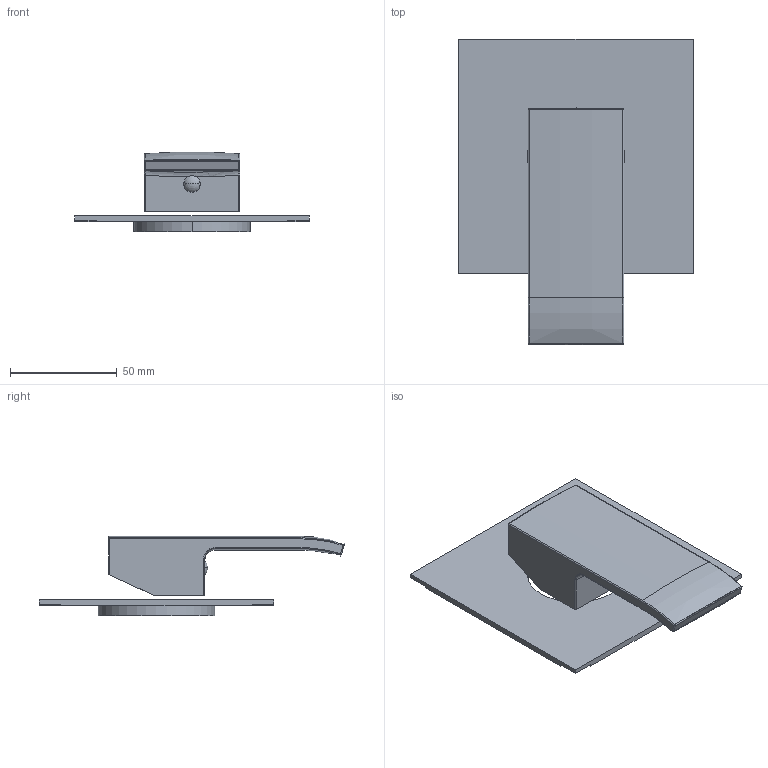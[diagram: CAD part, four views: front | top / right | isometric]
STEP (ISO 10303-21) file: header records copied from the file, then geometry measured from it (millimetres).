
FILE_DESCRIPTION((''),'2;1');
FILE_NAME('EL010CR-MEST','2021-11-04T09:57:19',('ut3'),('PAFFONI SpA'),'CREO PARAMETRIC BY PTC INC, 2020044','CREO PARAMETRIC BY PTC INC, 2020044','');
FILE_SCHEMA(('CONFIG_CONTROL_DESIGN','SHAPE_APPEARANCE_LAYERS_GROUPS'));
Length unit declared in the file: millimetre
Products named in the file (1): EL010CR-MEST
Bounding box: 110 x 143.35 x 37.41 mm (x, y, z)
Volume: 59192.9 mm3; surface area: 45576.5 mm2
Topology: 2 solids, 2 shells, 187 faces, 438 edges, 263 vertices
Faces by surface type: plane 81, cylinder 61, bspline 13, sphere 12, cone 11, torus 9
Entity records: 7744 total; most frequent: CARTESIAN_POINT 2181, ORIENTED_EDGE 872, DIRECTION 861, EDGE_CURVE 436, AXIS2_PLACEMENT_3D 309, VERTEX_POINT 263, VECTOR 243, LINE 243
